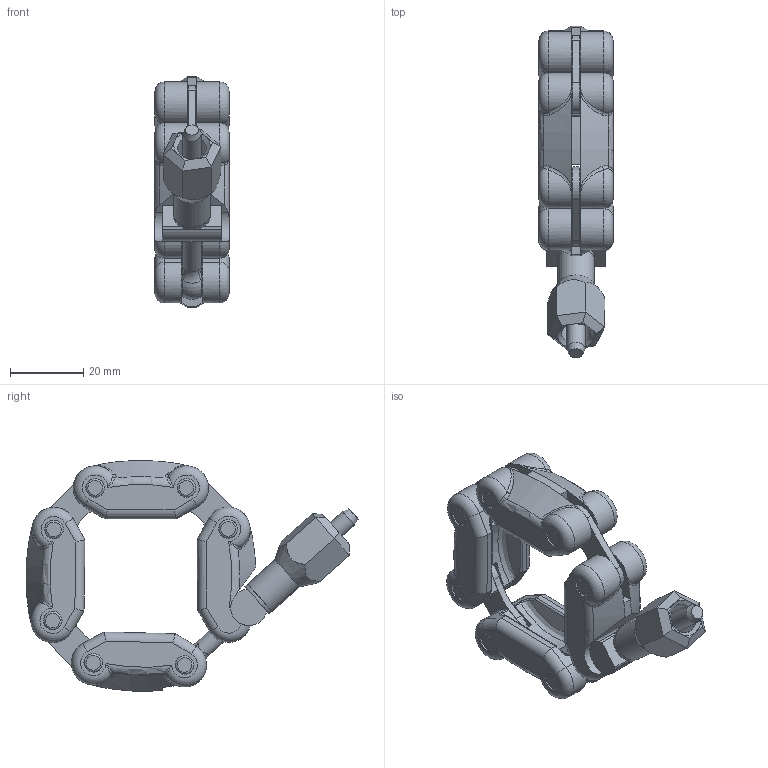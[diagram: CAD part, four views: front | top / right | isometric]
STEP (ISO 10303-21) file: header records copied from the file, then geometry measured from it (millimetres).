
FILE_DESCRIPTION(/* description */ (''),/* implementation_level */ '2;1');
FILE_NAME(/* name */ '30.025015.114.525',/* time_stamp */ '2018-07-16T08:31:54+02:00',/* author */ ('Murat Coskun Bicak'),/* organization */ ('Evac AG'),/* preprocessor_version */ 'ST-DEVELOPER v16.7',/* originating_system */ 'DEX',/* authorisation */ $);
FILE_SCHEMA (('AUTOMOTIVE_DESIGN {1 0 10303 214 3 1 1}'));
Length unit declared in the file: millimetre
Products named in the file (10): 30.025015.114.525; 03.231.001-AL; 03.231.002-AL; 03.231.003-AL; 03.031.016-IX; 03.020.008-IXMY; 03.034.001-IXMY; 03.036.003-AL; 03.037.003-IX; 00.1505.00-IXMY
Assembly tree (18 placements, depth 2):
  30.025015.114.525
    03.231.001-AL  x2
    03.231.002-AL
    03.231.003-AL
    03.031.016-IX  x3
    03.020.008-IXMY  x7
    03.034.001-IXMY
    03.036.003-AL
    03.037.003-IX
    00.1505.00-IXMY
Bounding box: 20.3 x 90.86 x 63.13 mm (x, y, z)
Volume: 33981.7 mm3; surface area: 21402.8 mm2
Topology: 18 solids, 18 shells, 392 faces, 961 edges, 576 vertices
Faces by surface type: cylinder 138, plane 117, bspline 82, torus 42, cone 12, sphere 1
Full cylindrical faces by diameter (mm): 5 x17, 5.1 x14, 5.2 x1, 5.3 x1, 8 x1, 10 x2
Entity records: 9090 total; most frequent: CARTESIAN_POINT 2712, ORIENTED_EDGE 1244, DIRECTION 1244, EDGE_CURVE 622, AXIS2_PLACEMENT_3D 520, VERTEX_POINT 394, EDGE_LOOP 334, FACE_BOUND 334
